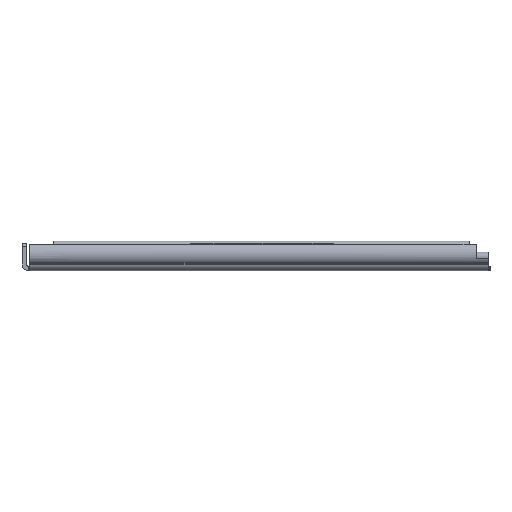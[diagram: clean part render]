
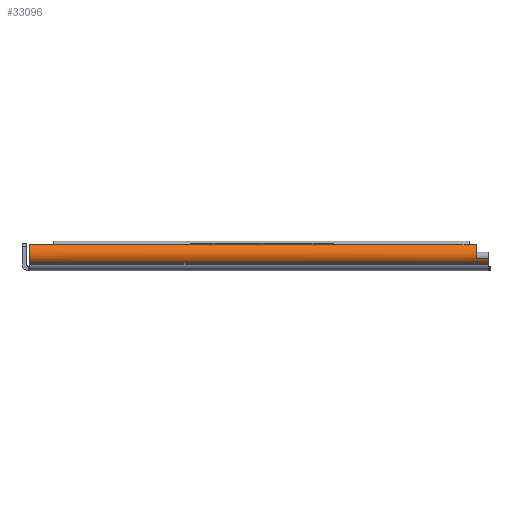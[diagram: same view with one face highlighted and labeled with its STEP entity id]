
A CAD part, left-side view. The second image highlights one B-rep face of the part: STEP entity #33096.
In plain terms, the highlighted cylindrical face has radius 7.6 mm (diameter 15.2 mm), a partial arc.
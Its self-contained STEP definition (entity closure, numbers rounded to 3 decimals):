
#1511=FACE_OUTER_BOUND('',#3423,.T.);
#3423=EDGE_LOOP('',(#22235,#22236,#22237,#22238,#22239,#22240));
#5299=CIRCLE('',#34939,7.6);
#5358=CIRCLE('',#35051,7.6);
#5380=CIRCLE('',#35112,7.6);
#7177=LINE('',#49771,#9935);
#7178=LINE('',#49774,#9936);
#7179=LINE('',#49777,#9937);
#9935=VECTOR('',#39295,295.);
#9936=VECTOR('',#39298,8.);
#9937=VECTOR('',#39301,287.);
#13172=VERTEX_POINT('',#49193);
#13173=VERTEX_POINT('',#49195);
#13290=VERTEX_POINT('',#49638);
#13291=VERTEX_POINT('',#49640);
#13319=VERTEX_POINT('',#49773);
#13320=VERTEX_POINT('',#49775);
#16530=EDGE_CURVE('',#13173,#13172,#5299,.T.);
#16700=EDGE_CURVE('',#13291,#13290,#5358,.T.);
#16765=EDGE_CURVE('',#13173,#13290,#7177,.T.);
#16766=EDGE_CURVE('',#13172,#13319,#7178,.T.);
#16767=EDGE_CURVE('',#13319,#13320,#5380,.T.);
#16768=EDGE_CURVE('',#13320,#13291,#7179,.T.);
#22235=ORIENTED_EDGE('',*,*,#16700,.T.);
#22236=ORIENTED_EDGE('',*,*,#16765,.F.);
#22237=ORIENTED_EDGE('',*,*,#16530,.T.);
#22238=ORIENTED_EDGE('',*,*,#16766,.T.);
#22239=ORIENTED_EDGE('',*,*,#16767,.T.);
#22240=ORIENTED_EDGE('',*,*,#16768,.T.);
#32123=CYLINDRICAL_SURFACE('',#35111,7.6);
#33096=ADVANCED_FACE('',(#1511),#32123,.T.);
#34939=AXIS2_PLACEMENT_3D('',#49196,#38811,#38812);
#35051=AXIS2_PLACEMENT_3D('',#49641,#39132,#39133);
#35111=AXIS2_PLACEMENT_3D('',#49772,#39296,#39297);
#35112=AXIS2_PLACEMENT_3D('',#49776,#39299,#39300);
#38811=DIRECTION('center_axis',(0.,1.,0.));
#38812=DIRECTION('ref_axis',(-0.705,0.,-0.709));
#39132=DIRECTION('center_axis',(0.,-1.,0.));
#39133=DIRECTION('ref_axis',(0.705,0.,0.709));
#39295=DIRECTION('',(0.,1.,0.));
#39296=DIRECTION('center_axis',(0.,1.,0.));
#39297=DIRECTION('ref_axis',(0.705,0.,0.709));
#39298=DIRECTION('',(0.,1.,0.));
#39299=DIRECTION('center_axis',(0.,1.,0.));
#39300=DIRECTION('ref_axis',(0.705,0.,0.709));
#39301=DIRECTION('',(0.,1.,0.));
#49193=CARTESIAN_POINT('',(-37.625,0.,7.957));
#49195=CARTESIAN_POINT('',(-35.857,0.,5.209));
#49196=CARTESIAN_POINT('Origin',(-30.5,0.,
10.6));
#49638=CARTESIAN_POINT('',(-35.857,295.,5.209));
#49640=CARTESIAN_POINT('',(-35.033,295.,16.7));
#49641=CARTESIAN_POINT('Origin',(-30.5,295.,10.6));
#49771=CARTESIAN_POINT('',(-35.857,0.,5.209));
#49772=CARTESIAN_POINT('Origin',(-30.5,0.,10.6));
#49773=CARTESIAN_POINT('',(-37.625,8.,7.957));
#49774=CARTESIAN_POINT('',(-37.625,0.,7.957));
#49775=CARTESIAN_POINT('',(-35.033,8.,16.7));
#49776=CARTESIAN_POINT('Origin',(-30.5,8.,10.6));
#49777=CARTESIAN_POINT('',(-35.033,0.,16.7));
